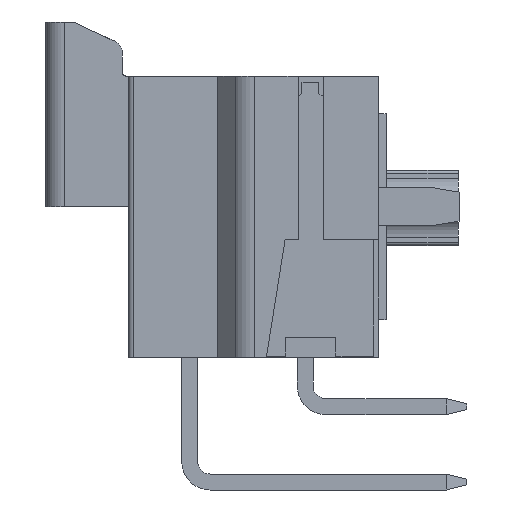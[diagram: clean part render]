
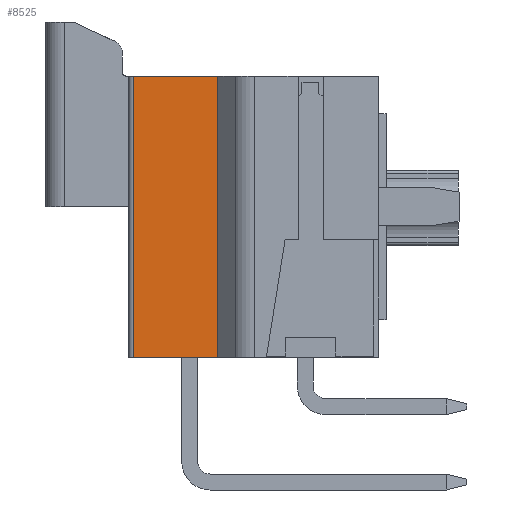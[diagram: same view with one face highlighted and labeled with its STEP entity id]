
A CAD part, left-side view. The second image highlights one B-rep face of the part: STEP entity #8525.
In plain terms, the highlighted planar face has unit normal (-1, 0, 0).
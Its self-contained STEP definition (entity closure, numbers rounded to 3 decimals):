
#916=DIRECTION('',(0.,1.,0.));
#917=VECTOR('',#916,3.35);
#918=CARTESIAN_POINT('',(-5.75,1.425,5.6));
#919=LINE('',#918,#917);
#1502=DIRECTION('',(0.,0.,1.));
#1503=VECTOR('',#1502,11.2);
#1504=CARTESIAN_POINT('',(-5.75,4.775,-5.6));
#1505=LINE('',#1504,#1503);
#1506=DIRECTION('',(0.,0.,-1.));
#1507=VECTOR('',#1506,11.2);
#1508=CARTESIAN_POINT('',(-5.75,1.425,5.6));
#1509=LINE('',#1508,#1507);
#1510=DIRECTION('',(0.,1.,0.));
#1511=VECTOR('',#1510,3.35);
#1512=CARTESIAN_POINT('',(-5.75,1.425,-5.6));
#1513=LINE('',#1512,#1511);
#5290=CARTESIAN_POINT('',(-5.75,4.775,5.6));
#5292=VERTEX_POINT('',#5290);
#5293=CARTESIAN_POINT('',(-5.75,4.775,-5.6));
#5294=VERTEX_POINT('',#5293);
#5321=CARTESIAN_POINT('',(-5.75,1.425,5.6));
#5322=VERTEX_POINT('',#5321);
#6259=CARTESIAN_POINT('',(-5.75,1.425,-5.6));
#6260=VERTEX_POINT('',#6259);
#8512=CARTESIAN_POINT('',(-5.75,-4.975,-5.6));
#8513=DIRECTION('',(-1.,0.,0.));
#8514=DIRECTION('',(0.,0.,1.));
#8515=AXIS2_PLACEMENT_3D('',#8512,#8513,#8514);
#8516=PLANE('',#8515);
#8517=ORIENTED_EDGE('',*,*,#8504,.T.);
#8518=ORIENTED_EDGE('',*,*,#7737,.F.);
#8520=ORIENTED_EDGE('',*,*,#8519,.T.);
#8522=ORIENTED_EDGE('',*,*,#8521,.T.);
#8523=EDGE_LOOP('',(#8517,#8518,#8520,#8522));
#8524=FACE_OUTER_BOUND('',#8523,.F.);
#8525=ADVANCED_FACE('',(#8524),#8516,.T.);
#7737=EDGE_CURVE('',#5322,#5292,#919,.T.);
#8504=EDGE_CURVE('',#5294,#5292,#1505,.T.);
#8519=EDGE_CURVE('',#5322,#6260,#1509,.T.);
#8521=EDGE_CURVE('',#6260,#5294,#1513,.T.);
